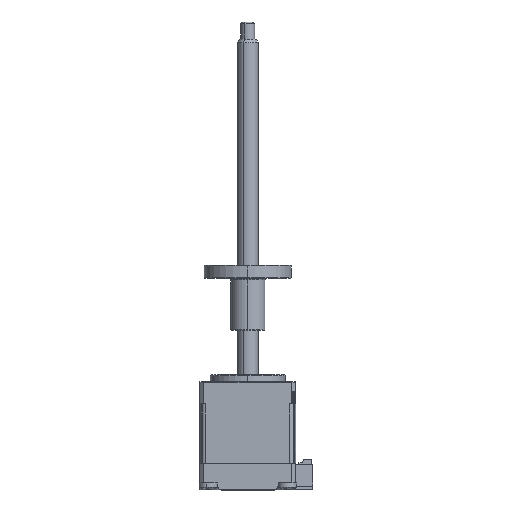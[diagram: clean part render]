
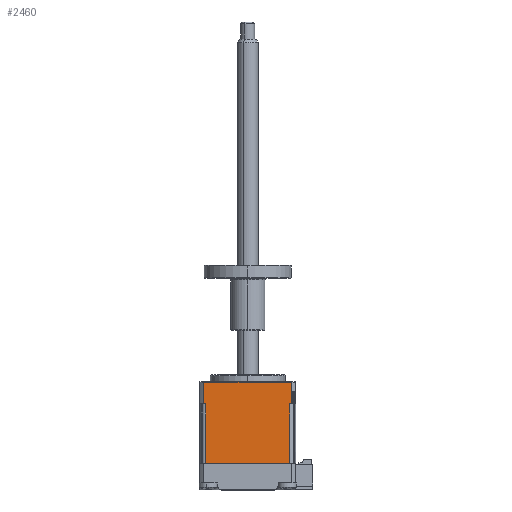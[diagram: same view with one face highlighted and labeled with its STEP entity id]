
A CAD part, top view. The second image highlights one B-rep face of the part: STEP entity #2460.
In plain terms, the highlighted planar face has unit normal (0, 0, 1).
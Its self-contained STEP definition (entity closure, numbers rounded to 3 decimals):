
#127 = DIRECTION ( 'NONE',  ( 0., 1., 0. ) ) ;
#139 = ORIENTED_EDGE ( 'NONE', *, *, #6021, .T. ) ;
#470 = EDGE_CURVE ( 'NONE', #5003, #969, #10057, .T. ) ;
#672 = DIRECTION ( 'NONE',  ( 0., 1., 0. ) ) ;
#726 = DIRECTION ( 'NONE',  ( 0., 0., -1. ) ) ;
#881 = VECTOR ( 'NONE', #3462, 1000. ) ;
#969 = VERTEX_POINT ( 'NONE', #1714 ) ;
#1424 = ORIENTED_EDGE ( 'NONE', *, *, #7746, .T. ) ;
#1549 = DIRECTION ( 'NONE',  ( -1., 0., 0. ) ) ;
#1568 = VERTEX_POINT ( 'NONE', #10638 ) ;
#1714 = CARTESIAN_POINT ( 'NONE',  ( -14.703, 7.776, 47.6 ) ) ;
#1738 = VERTEX_POINT ( 'NONE', #2932 ) ;
#1790 = EDGE_CURVE ( 'NONE', #1568, #6581, #3963, .T. ) ;
#1805 = DIRECTION ( 'NONE',  ( 0., 1., 0. ) ) ;
#1884 = CARTESIAN_POINT ( 'NONE',  ( 9.792, -9.724, 47.6 ) ) ;
#1897 = VERTEX_POINT ( 'NONE', #8601 ) ;
#1925 = EDGE_LOOP ( 'NONE', ( #139, #5898, #1424, #9494, #5630, #5532, #6166, #6316 ) ) ;
#1938 = AXIS2_PLACEMENT_3D ( 'NONE', #2200, #726, #672 ) ;
#2034 = CARTESIAN_POINT ( 'NONE',  ( -15.353, 14.076, 47.6 ) ) ;
#2066 = EDGE_CURVE ( 'NONE', #1738, #6581, #3272, .T. ) ;
#2173 = PLANE ( 'NONE',  #1938 ) ;
#2200 = CARTESIAN_POINT ( 'NONE',  ( -14.703, -9.724, 47.6 ) ) ;
#2460 = ADVANCED_FACE ( 'NONE', ( #4352 ), #2173, .F. ) ;
#2484 = VECTOR ( 'NONE', #6717, 1000. ) ;
#2932 = CARTESIAN_POINT ( 'NONE',  ( 10.337, 14.076, 47.6 ) ) ;
#3214 = EDGE_CURVE ( 'NONE', #5769, #5003, #9278, .T. ) ;
#3241 = LINE ( 'NONE', #4341, #881 ) ;
#3272 = LINE ( 'NONE', #2034, #7573 ) ;
#3300 = VECTOR ( 'NONE', #9247, 1000. ) ;
#3306 = CARTESIAN_POINT ( 'NONE',  ( -14.703, -9.724, 47.6 ) ) ;
#3462 = DIRECTION ( 'NONE',  ( -1., 0., 0. ) ) ;
#3463 = VECTOR ( 'NONE', #5843, 1000. ) ;
#3739 = LINE ( 'NONE', #4119, #3463 ) ;
#3963 = LINE ( 'NONE', #4873, #10177 ) ;
#4119 = CARTESIAN_POINT ( 'NONE',  ( 10.337, 6.676, 47.6 ) ) ;
#4341 = CARTESIAN_POINT ( 'NONE',  ( -15.353, 7.776, 47.6 ) ) ;
#4352 = FACE_OUTER_BOUND ( 'NONE', #1925, .T. ) ;
#4362 = CARTESIAN_POINT ( 'NONE',  ( -14.703, -9.724, 47.6 ) ) ;
#4580 = CARTESIAN_POINT ( 'NONE',  ( 9.792, -9.724, 47.6 ) ) ;
#4873 = CARTESIAN_POINT ( 'NONE',  ( -15.353, 6.676, 47.6 ) ) ;
#5003 = VERTEX_POINT ( 'NONE', #4362 ) ;
#5007 = DIRECTION ( 'NONE',  ( -1., 0., 0. ) ) ;
#5141 = CARTESIAN_POINT ( 'NONE',  ( 9.792, 7.776, 47.6 ) ) ;
#5532 = ORIENTED_EDGE ( 'NONE', *, *, #9769, .F. ) ;
#5630 = ORIENTED_EDGE ( 'NONE', *, *, #1790, .F. ) ;
#5769 = VERTEX_POINT ( 'NONE', #4580 ) ;
#5843 = DIRECTION ( 'NONE',  ( 0., 1., 0. ) ) ;
#5898 = ORIENTED_EDGE ( 'NONE', *, *, #8809, .F. ) ;
#6021 = EDGE_CURVE ( 'NONE', #5769, #10938, #9355, .T. ) ;
#6166 = ORIENTED_EDGE ( 'NONE', *, *, #470, .F. ) ;
#6316 = ORIENTED_EDGE ( 'NONE', *, *, #3214, .F. ) ;
#6581 = VERTEX_POINT ( 'NONE', #10557 ) ;
#6717 = DIRECTION ( 'NONE',  ( -1., 0., 0. ) ) ;
#7573 = VECTOR ( 'NONE', #5007, 1000. ) ;
#7746 = EDGE_CURVE ( 'NONE', #1897, #1738, #3739, .T. ) ;
#8601 = CARTESIAN_POINT ( 'NONE',  ( 10.337, 7.776, 47.6 ) ) ;
#8809 = EDGE_CURVE ( 'NONE', #1897, #10938, #3241, .T. ) ;
#9081 = VECTOR ( 'NONE', #127, 1000. ) ;
#9208 = CARTESIAN_POINT ( 'NONE',  ( -15.353, 7.776, 47.6 ) ) ;
#9226 = CARTESIAN_POINT ( 'NONE',  ( -14.703, -9.724, 47.6 ) ) ;
#9247 = DIRECTION ( 'NONE',  ( 0., 1., 0. ) ) ;
#9278 = LINE ( 'NONE', #3306, #2484 ) ;
#9355 = LINE ( 'NONE', #1884, #9081 ) ;
#9442 = VECTOR ( 'NONE', #1549, 1000. ) ;
#9494 = ORIENTED_EDGE ( 'NONE', *, *, #2066, .T. ) ;
#9692 = LINE ( 'NONE', #9208, #9442 ) ;
#9769 = EDGE_CURVE ( 'NONE', #969, #1568, #9692, .T. ) ;
#10057 = LINE ( 'NONE', #9226, #3300 ) ;
#10177 = VECTOR ( 'NONE', #1805, 1000. ) ;
#10557 = CARTESIAN_POINT ( 'NONE',  ( -15.353, 14.076, 47.6 ) ) ;
#10638 = CARTESIAN_POINT ( 'NONE',  ( -15.353, 7.776, 47.6 ) ) ;
#10938 = VERTEX_POINT ( 'NONE', #5141 ) ;
